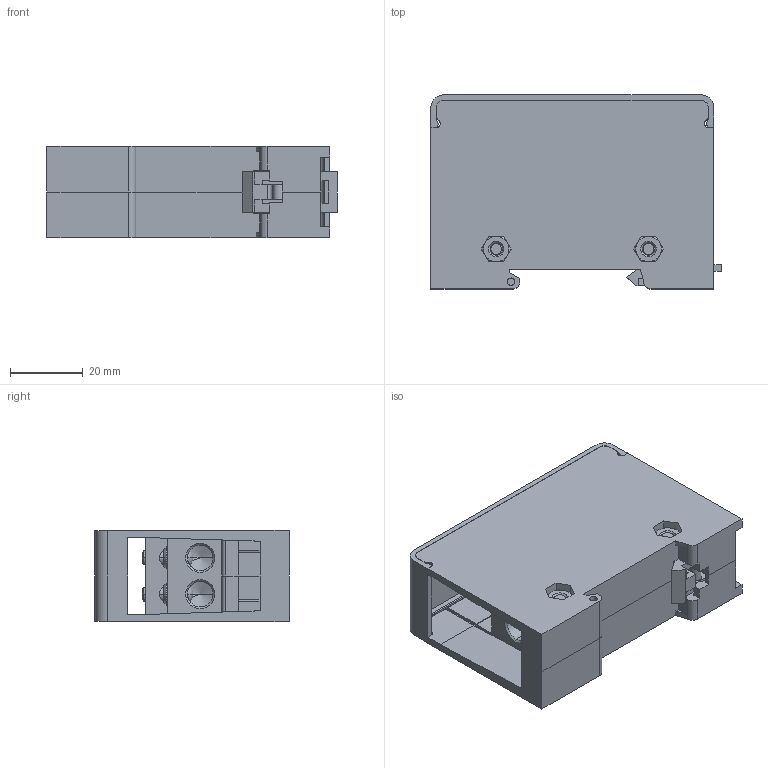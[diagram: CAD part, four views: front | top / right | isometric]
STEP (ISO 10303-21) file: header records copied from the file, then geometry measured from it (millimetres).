
FILE_DESCRIPTION((''),'2;1');
FILE_NAME('5YB580198_ASM','2024-01-23T',('dell'),(''),'PRO/ENGINEER BY PARAMETRIC TECHNOLOGY CORPORATION, 2013230','PRO/ENGINEER BY PARAMETRIC TECHNOLOGY CORPORATION, 2013230','');
FILE_SCHEMA(('AUTOMOTIVE_DESIGN { 1 0 10303 214 1 1 1 1 }'));
Length unit declared in the file: millimetre
Products named in the file (1): 5YB580198_ASM
Bounding box: 80 x 53.5 x 25.2 mm (x, y, z)
Volume: 34947.8 mm3; surface area: 36278.1 mm2
Topology: 7 solids, 14 shells, 673 faces, 1793 edges, 1126 vertices
Faces by surface type: plane 356, cylinder 149, cone 108, torus 28, bspline 16, sphere 16
Entity records: 22630 total; most frequent: CARTESIAN_POINT 5376, ORIENTED_EDGE 3510, DIRECTION 3389, EDGE_CURVE 1755, AXIS2_PLACEMENT_3D 1170, VERTEX_POINT 1126, VECTOR 1049, LINE 1049
